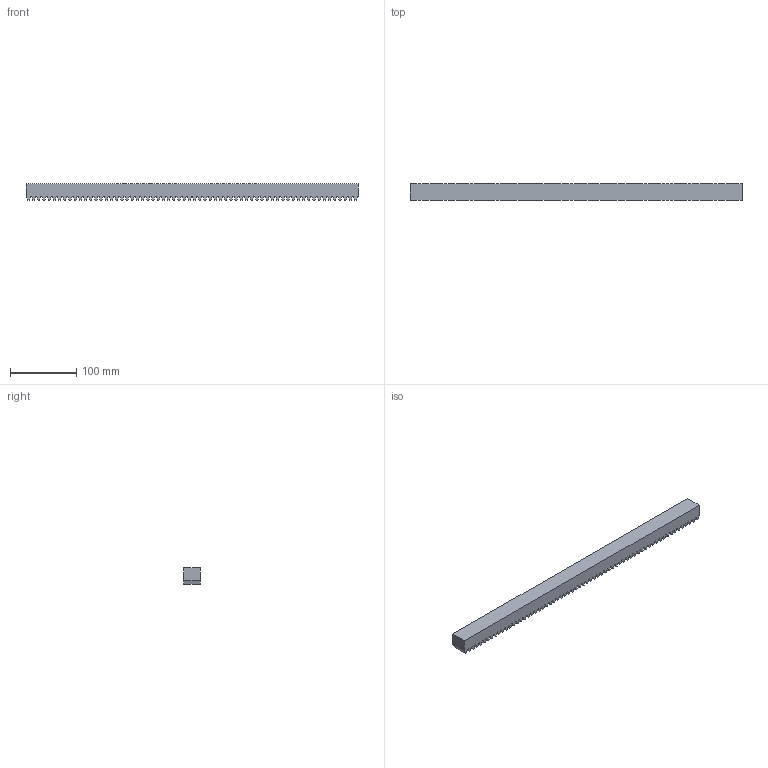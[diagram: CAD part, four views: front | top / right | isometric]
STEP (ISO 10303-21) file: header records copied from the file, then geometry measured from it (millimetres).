
FILE_DESCRIPTION(('STEP AP214'),'1');
FILE_NAME('148-025-605.stp','2017-10-09T08:01:24',('TraceParts'),('TraceParts S.A.'),'Spatial InterOp 3D',' ',' ');
FILE_SCHEMA(('automotive_design'));
Length unit declared in the file: millimetre
Products named in the file (1): 148-025-605
Bounding box: 502.15 x 25 x 25 mm (x, y, z)
Volume: 280617.6 mm3; surface area: 61129.2 mm2
Topology: 1 solids, 1 shells, 262 faces, 780 edges, 520 vertices
Faces by surface type: plane 262
Entity records: 10725 total; most frequent: CARTESIAN_POINT 1563, ORIENTED_EDGE 1560, DIRECTION 1306, EDGE_CURVE 780, LINE 780, VECTOR 780, VERTEX_POINT 520, STYLED_ITEM 263
